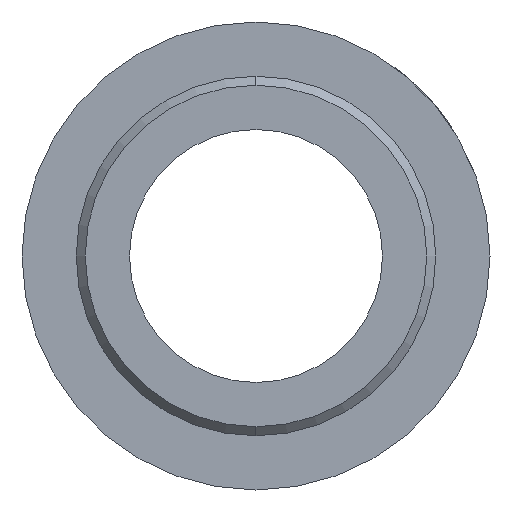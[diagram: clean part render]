
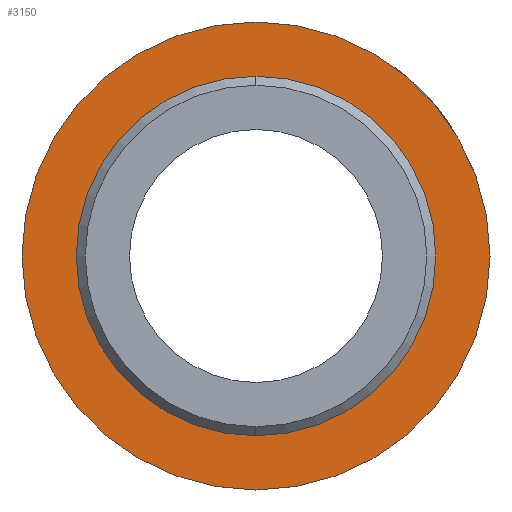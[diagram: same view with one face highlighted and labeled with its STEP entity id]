
A CAD part, left-side view. The second image highlights one B-rep face of the part: STEP entity #3150.
In plain terms, the highlighted planar face has unit normal (-1, 0, 0).
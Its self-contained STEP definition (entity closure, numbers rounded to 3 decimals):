
#49 = VERTEX_POINT ( 'NONE', #470 ) ;
#155 = CIRCLE ( 'NONE', #4662, 9.95 ) ;
#188 = VERTEX_POINT ( 'NONE', #1616 ) ;
#328 = DIRECTION ( 'NONE',  ( -1., 0., 0. ) ) ;
#400 = VERTEX_POINT ( 'NONE', #4454 ) ;
#470 = CARTESIAN_POINT ( 'NONE',  ( 33.5, 0., 9.95 ) ) ;
#720 = EDGE_LOOP ( 'NONE', ( #4006, #3519 ) ) ;
#737 = CARTESIAN_POINT ( 'NONE',  ( 33.5, 0., 0. ) ) ;
#885 = DIRECTION ( 'NONE',  ( 0., 0., 1. ) ) ;
#903 = FACE_BOUND ( 'NONE', #1048, .T. ) ;
#1036 = CIRCLE ( 'NONE', #1472, 12.95 ) ;
#1048 = EDGE_LOOP ( 'NONE', ( #2043, #4872 ) ) ;
#1054 = EDGE_CURVE ( 'NONE', #188, #49, #155, .T. ) ;
#1082 = EDGE_CURVE ( 'NONE', #400, #2355, #1036, .T. ) ;
#1395 = CIRCLE ( 'NONE', #2987, 9.95 ) ;
#1472 = AXIS2_PLACEMENT_3D ( 'NONE', #4309, #3495, #885 ) ;
#1616 = CARTESIAN_POINT ( 'NONE',  ( 33.5, 0., -9.95 ) ) ;
#1889 = EDGE_CURVE ( 'NONE', #49, #188, #1395, .T. ) ;
#1909 = CARTESIAN_POINT ( 'NONE',  ( 33.5, 0., 0. ) ) ;
#2043 = ORIENTED_EDGE ( 'NONE', *, *, #1889, .F. ) ;
#2219 = FACE_OUTER_BOUND ( 'NONE', #720, .T. ) ;
#2227 = CARTESIAN_POINT ( 'NONE',  ( 33.5, 0., 0. ) ) ;
#2241 = CARTESIAN_POINT ( 'NONE',  ( 33.5, 0., 0. ) ) ;
#2355 = VERTEX_POINT ( 'NONE', #2961 ) ;
#2637 = DIRECTION ( 'NONE',  ( 0., 0., 1. ) ) ;
#2747 = DIRECTION ( 'NONE',  ( -1., 0., 0. ) ) ;
#2838 = DIRECTION ( 'NONE',  ( 0., 0., 1. ) ) ;
#2961 = CARTESIAN_POINT ( 'NONE',  ( 33.5, 0., 12.95 ) ) ;
#2987 = AXIS2_PLACEMENT_3D ( 'NONE', #737, #328, #2838 ) ;
#3150 = ADVANCED_FACE ( 'NONE', ( #2219, #903 ), #5179, .T. ) ;
#3495 = DIRECTION ( 'NONE',  ( -1., 0., 0. ) ) ;
#3519 = ORIENTED_EDGE ( 'NONE', *, *, #1082, .T. ) ;
#3652 = AXIS2_PLACEMENT_3D ( 'NONE', #1909, #2747, #4879 ) ;
#3756 = CIRCLE ( 'NONE', #3652, 12.95 ) ;
#4006 = ORIENTED_EDGE ( 'NONE', *, *, #5126, .T. ) ;
#4309 = CARTESIAN_POINT ( 'NONE',  ( 33.5, 0., 0. ) ) ;
#4454 = CARTESIAN_POINT ( 'NONE',  ( 33.5, 0., -12.95 ) ) ;
#4662 = AXIS2_PLACEMENT_3D ( 'NONE', #2227, #4671, #4726 ) ;
#4671 = DIRECTION ( 'NONE',  ( -1., 0., 0. ) ) ;
#4677 = AXIS2_PLACEMENT_3D ( 'NONE', #2241, #4718, #2637 ) ;
#4718 = DIRECTION ( 'NONE',  ( -1., 0., 0. ) ) ;
#4726 = DIRECTION ( 'NONE',  ( 0., 0., 1. ) ) ;
#4872 = ORIENTED_EDGE ( 'NONE', *, *, #1054, .F. ) ;
#4879 = DIRECTION ( 'NONE',  ( 0., 0., 1. ) ) ;
#5126 = EDGE_CURVE ( 'NONE', #2355, #400, #3756, .T. ) ;
#5179 = PLANE ( 'NONE',  #4677 ) ;
